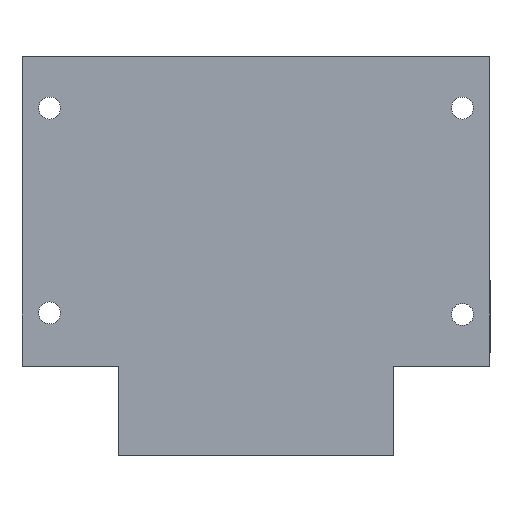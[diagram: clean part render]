
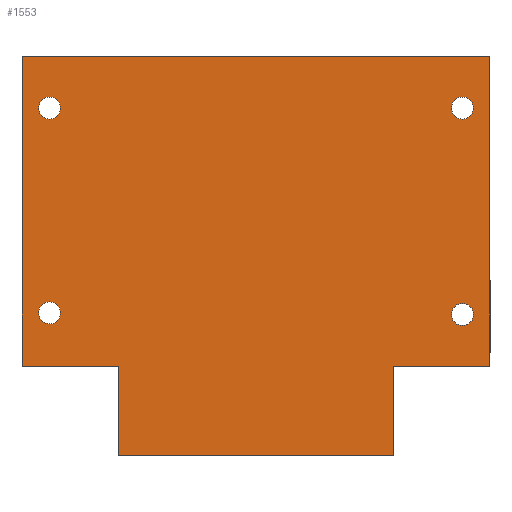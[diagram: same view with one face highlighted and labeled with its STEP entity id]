
A CAD part, front view. The second image highlights one B-rep face of the part: STEP entity #1553.
In plain terms, the highlighted planar face has unit normal (0, -1, 0).
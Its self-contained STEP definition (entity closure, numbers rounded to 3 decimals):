
#4 = VERTEX_POINT ( 'NONE', #844 ) ;
#17 = EDGE_CURVE ( 'NONE', #1731, #267, #351, .T. ) ;
#26 = AXIS2_PLACEMENT_3D ( 'NONE', #1391, #1412, #1863 ) ;
#37 = VERTEX_POINT ( 'NONE', #48 ) ;
#45 = VERTEX_POINT ( 'NONE', #701 ) ;
#48 = CARTESIAN_POINT ( 'NONE',  ( -30., -2.5, -13.173 ) ) ;
#52 = ORIENTED_EDGE ( 'NONE', *, *, #475, .F. ) ;
#89 = AXIS2_PLACEMENT_3D ( 'NONE', #1233, #1851, #440 ) ;
#99 = ORIENTED_EDGE ( 'NONE', *, *, #17, .T. ) ;
#100 = DIRECTION ( 'NONE',  ( 0., 0., -1. ) ) ;
#105 = CARTESIAN_POINT ( 'NONE',  ( 30., -2.5, -16.6 ) ) ;
#117 = VERTEX_POINT ( 'NONE', #245 ) ;
#126 = CARTESIAN_POINT ( 'NONE',  ( -20., -2.5, -22.5 ) ) ;
#157 = CARTESIAN_POINT ( 'NONE',  ( 34., -2.5, -22.5 ) ) ;
#158 = DIRECTION ( 'NONE',  ( 0., 0., -1. ) ) ;
#159 = VECTOR ( 'NONE', #1133, 1000. ) ;
#186 = EDGE_CURVE ( 'NONE', #787, #1526, #512, .T. ) ;
#209 = CARTESIAN_POINT ( 'NONE',  ( -34., -2.5, -22.5 ) ) ;
#216 = ORIENTED_EDGE ( 'NONE', *, *, #751, .F. ) ;
#218 = VECTOR ( 'NONE', #1349, 1000. ) ;
#220 = VECTOR ( 'NONE', #1627, 1000. ) ;
#228 = VERTEX_POINT ( 'NONE', #105 ) ;
#245 = CARTESIAN_POINT ( 'NONE',  ( 34., -2.5, 22.5 ) ) ;
#252 = ORIENTED_EDGE ( 'NONE', *, *, #572, .F. ) ;
#267 = VERTEX_POINT ( 'NONE', #157 ) ;
#269 = EDGE_CURVE ( 'NONE', #4, #37, #1136, .T. ) ;
#282 = EDGE_CURVE ( 'NONE', #228, #45, #906, .T. ) ;
#294 = EDGE_CURVE ( 'NONE', #928, #833, #770, .T. ) ;
#308 = VECTOR ( 'NONE', #817, 1000. ) ;
#317 = PLANE ( 'NONE',  #620 ) ;
#340 = ORIENTED_EDGE ( 'NONE', *, *, #963, .F. ) ;
#349 = AXIS2_PLACEMENT_3D ( 'NONE', #513, #1748, #986 ) ;
#351 = LINE ( 'NONE', #1132, #308 ) ;
#374 = LINE ( 'NONE', #653, #584 ) ;
#384 = EDGE_CURVE ( 'NONE', #1526, #787, #1625, .T. ) ;
#390 = ORIENTED_EDGE ( 'NONE', *, *, #269, .F. ) ;
#391 = DIRECTION ( 'NONE',  ( 0., -1., 0. ) ) ;
#396 = EDGE_CURVE ( 'NONE', #1906, #1971, #374, .T. ) ;
#410 = VECTOR ( 'NONE', #1398, 1000. ) ;
#425 = CARTESIAN_POINT ( 'NONE',  ( 30., -2.5, 13.4 ) ) ;
#440 = DIRECTION ( 'NONE',  ( 0., 0., -1. ) ) ;
#442 = EDGE_LOOP ( 'NONE', ( #1197, #340 ) ) ;
#443 = DIRECTION ( 'NONE',  ( 0., -1., 0. ) ) ;
#454 = CARTESIAN_POINT ( 'NONE',  ( -34., -2.5, 22.5 ) ) ;
#475 = EDGE_CURVE ( 'NONE', #37, #4, #1728, .T. ) ;
#512 = CIRCLE ( 'NONE', #807, 1.6 ) ;
#513 = CARTESIAN_POINT ( 'NONE',  ( -30., -2.5, -14.773 ) ) ;
#522 = ORIENTED_EDGE ( 'NONE', *, *, #1792, .T. ) ;
#524 = DIRECTION ( 'NONE',  ( 0., -1., 0. ) ) ;
#526 = EDGE_CURVE ( 'NONE', #267, #117, #1963, .T. ) ;
#535 = EDGE_CURVE ( 'NONE', #1971, #1887, #555, .T. ) ;
#555 = LINE ( 'NONE', #859, #218 ) ;
#565 = CARTESIAN_POINT ( 'NONE',  ( 30., -2.5, 15. ) ) ;
#572 = EDGE_CURVE ( 'NONE', #887, #1050, #942, .T. ) ;
#584 = VECTOR ( 'NONE', #1635, 1000. ) ;
#620 = AXIS2_PLACEMENT_3D ( 'NONE', #1545, #1740, #158 ) ;
#641 = FACE_BOUND ( 'NONE', #1274, .T. ) ;
#653 = CARTESIAN_POINT ( 'NONE',  ( 20., -2.5, -35.5 ) ) ;
#668 = ORIENTED_EDGE ( 'NONE', *, *, #396, .F. ) ;
#689 = DIRECTION ( 'NONE',  ( 0., 0., -1. ) ) ;
#701 = CARTESIAN_POINT ( 'NONE',  ( 30., -2.5, -13.4 ) ) ;
#736 = DIRECTION ( 'NONE',  ( 0., -1., 0. ) ) ;
#751 = EDGE_CURVE ( 'NONE', #1050, #887, #778, .T. ) ;
#768 = ORIENTED_EDGE ( 'NONE', *, *, #294, .T. ) ;
#770 = LINE ( 'NONE', #454, #410 ) ;
#778 = CIRCLE ( 'NONE', #1040, 1.6 ) ;
#787 = VERTEX_POINT ( 'NONE', #1389 ) ;
#807 = AXIS2_PLACEMENT_3D ( 'NONE', #1822, #391, #1037 ) ;
#817 = DIRECTION ( 'NONE',  ( 1., 0., 0. ) ) ;
#833 = VERTEX_POINT ( 'NONE', #209 ) ;
#843 = AXIS2_PLACEMENT_3D ( 'NONE', #1518, #443, #100 ) ;
#844 = CARTESIAN_POINT ( 'NONE',  ( -30., -2.5, -16.373 ) ) ;
#856 = ORIENTED_EDGE ( 'NONE', *, *, #535, .F. ) ;
#859 = CARTESIAN_POINT ( 'NONE',  ( -20., -2.5, -35.5 ) ) ;
#887 = VERTEX_POINT ( 'NONE', #1650 ) ;
#898 = EDGE_CURVE ( 'NONE', #117, #928, #1641, .T. ) ;
#906 = CIRCLE ( 'NONE', #89, 1.6 ) ;
#928 = VERTEX_POINT ( 'NONE', #1737 ) ;
#942 = CIRCLE ( 'NONE', #1071, 1.6 ) ;
#963 = EDGE_CURVE ( 'NONE', #45, #228, #1340, .T. ) ;
#986 = DIRECTION ( 'NONE',  ( 0., 0., -1. ) ) ;
#1037 = DIRECTION ( 'NONE',  ( 0., 0., -1. ) ) ;
#1040 = AXIS2_PLACEMENT_3D ( 'NONE', #1419, #1098, #1411 ) ;
#1050 = VERTEX_POINT ( 'NONE', #425 ) ;
#1071 = AXIS2_PLACEMENT_3D ( 'NONE', #565, #736, #1513 ) ;
#1098 = DIRECTION ( 'NONE',  ( 0., -1., 0. ) ) ;
#1114 = FACE_OUTER_BOUND ( 'NONE', #1875, .T. ) ;
#1132 = CARTESIAN_POINT ( 'NONE',  ( -34., -2.5, -22.5 ) ) ;
#1133 = DIRECTION ( 'NONE',  ( 0., 0., 1. ) ) ;
#1136 = CIRCLE ( 'NONE', #26, 1.6 ) ;
#1175 = EDGE_LOOP ( 'NONE', ( #1496, #1385 ) ) ;
#1197 = ORIENTED_EDGE ( 'NONE', *, *, #282, .F. ) ;
#1201 = VECTOR ( 'NONE', #1812, 1000. ) ;
#1232 = CARTESIAN_POINT ( 'NONE',  ( -20., -2.5, -35.5 ) ) ;
#1233 = CARTESIAN_POINT ( 'NONE',  ( 30., -2.5, -15. ) ) ;
#1256 = EDGE_CURVE ( 'NONE', #1906, #1731, #1952, .T. ) ;
#1267 = CARTESIAN_POINT ( 'NONE',  ( -30., -2.5, 13.4 ) ) ;
#1272 = VECTOR ( 'NONE', #1981, 1000. ) ;
#1274 = EDGE_LOOP ( 'NONE', ( #390, #52 ) ) ;
#1340 = CIRCLE ( 'NONE', #843, 1.6 ) ;
#1349 = DIRECTION ( 'NONE',  ( 0., 0., 1. ) ) ;
#1350 = CARTESIAN_POINT ( 'NONE',  ( 20., -2.5, -35.5 ) ) ;
#1385 = ORIENTED_EDGE ( 'NONE', *, *, #186, .F. ) ;
#1389 = CARTESIAN_POINT ( 'NONE',  ( -30., -2.5, 16.6 ) ) ;
#1391 = CARTESIAN_POINT ( 'NONE',  ( -30., -2.5, -14.773 ) ) ;
#1398 = DIRECTION ( 'NONE',  ( 0., 0., -1. ) ) ;
#1411 = DIRECTION ( 'NONE',  ( 0., 0., -1. ) ) ;
#1412 = DIRECTION ( 'NONE',  ( 0., -1., 0. ) ) ;
#1413 = FACE_BOUND ( 'NONE', #1175, .T. ) ;
#1418 = EDGE_LOOP ( 'NONE', ( #216, #252 ) ) ;
#1419 = CARTESIAN_POINT ( 'NONE',  ( 30., -2.5, 15. ) ) ;
#1432 = FACE_BOUND ( 'NONE', #1418, .T. ) ;
#1473 = AXIS2_PLACEMENT_3D ( 'NONE', #1583, #524, #689 ) ;
#1496 = ORIENTED_EDGE ( 'NONE', *, *, #384, .F. ) ;
#1513 = DIRECTION ( 'NONE',  ( 0., 0., -1. ) ) ;
#1518 = CARTESIAN_POINT ( 'NONE',  ( 30., -2.5, -15. ) ) ;
#1526 = VERTEX_POINT ( 'NONE', #1267 ) ;
#1545 = CARTESIAN_POINT ( 'NONE',  ( 0., -2.5, 0. ) ) ;
#1553 = ADVANCED_FACE ( 'NONE', ( #641, #1893, #1432, #1413, #1114 ), #317, .T. ) ;
#1583 = CARTESIAN_POINT ( 'NONE',  ( -30., -2.5, 15. ) ) ;
#1625 = CIRCLE ( 'NONE', #1473, 1.6 ) ;
#1627 = DIRECTION ( 'NONE',  ( -1., 0., 0. ) ) ;
#1635 = DIRECTION ( 'NONE',  ( -1., 0., 0. ) ) ;
#1638 = ORIENTED_EDGE ( 'NONE', *, *, #898, .T. ) ;
#1641 = LINE ( 'NONE', #1795, #220 ) ;
#1650 = CARTESIAN_POINT ( 'NONE',  ( 30., -2.5, 16.6 ) ) ;
#1674 = CARTESIAN_POINT ( 'NONE',  ( 34., -2.5, -22.5 ) ) ;
#1684 = LINE ( 'NONE', #1982, #1201 ) ;
#1728 = CIRCLE ( 'NONE', #349, 1.6 ) ;
#1731 = VERTEX_POINT ( 'NONE', #1780 ) ;
#1737 = CARTESIAN_POINT ( 'NONE',  ( -34., -2.5, 22.5 ) ) ;
#1740 = DIRECTION ( 'NONE',  ( 0., -1., 0. ) ) ;
#1748 = DIRECTION ( 'NONE',  ( 0., -1., 0. ) ) ;
#1775 = ORIENTED_EDGE ( 'NONE', *, *, #1256, .T. ) ;
#1780 = CARTESIAN_POINT ( 'NONE',  ( 20., -2.5, -22.5 ) ) ;
#1792 = EDGE_CURVE ( 'NONE', #833, #1887, #1684, .T. ) ;
#1795 = CARTESIAN_POINT ( 'NONE',  ( 34., -2.5, 22.5 ) ) ;
#1799 = ORIENTED_EDGE ( 'NONE', *, *, #526, .T. ) ;
#1812 = DIRECTION ( 'NONE',  ( 1., 0., 0. ) ) ;
#1822 = CARTESIAN_POINT ( 'NONE',  ( -30., -2.5, 15. ) ) ;
#1851 = DIRECTION ( 'NONE',  ( 0., -1., 0. ) ) ;
#1863 = DIRECTION ( 'NONE',  ( 0., 0., -1. ) ) ;
#1875 = EDGE_LOOP ( 'NONE', ( #522, #856, #668, #1775, #99, #1799, #1638, #768 ) ) ;
#1887 = VERTEX_POINT ( 'NONE', #126 ) ;
#1893 = FACE_BOUND ( 'NONE', #442, .T. ) ;
#1906 = VERTEX_POINT ( 'NONE', #1350 ) ;
#1924 = CARTESIAN_POINT ( 'NONE',  ( 20., -2.5, -35.5 ) ) ;
#1952 = LINE ( 'NONE', #1924, #159 ) ;
#1963 = LINE ( 'NONE', #1674, #1272 ) ;
#1971 = VERTEX_POINT ( 'NONE', #1232 ) ;
#1981 = DIRECTION ( 'NONE',  ( 0., 0., 1. ) ) ;
#1982 = CARTESIAN_POINT ( 'NONE',  ( -34., -2.5, -22.5 ) ) ;
